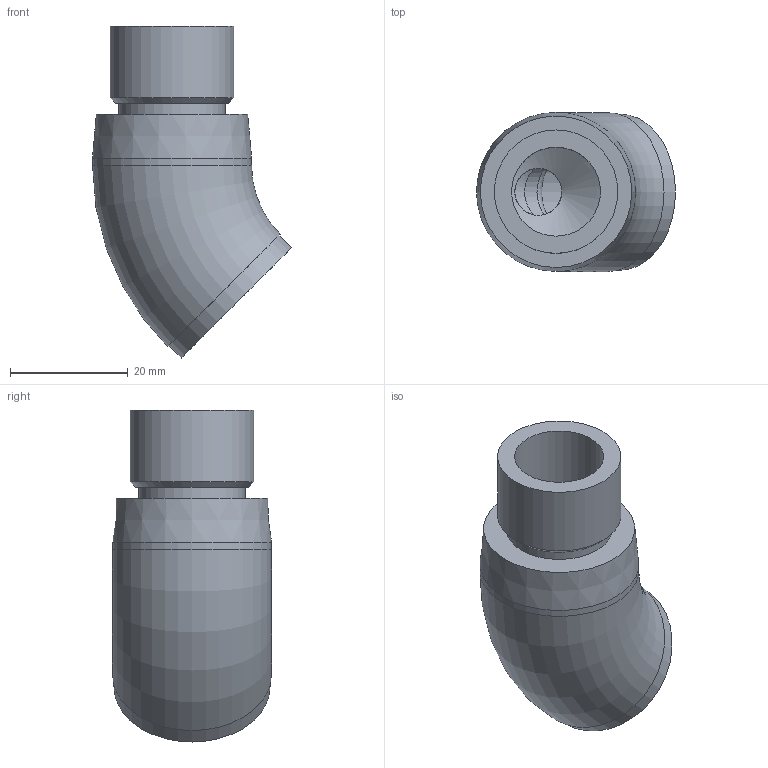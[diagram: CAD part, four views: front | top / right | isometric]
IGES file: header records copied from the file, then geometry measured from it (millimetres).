
Global section: file name: No Iges File Name specified; native system: Autodesk Inventor 2012; preprocessor: AutoDesk Inventor Iges Exporter R2012; author: mblakey; date: 20121002.155222; units: millimetre
Bounding box: 33.78 x 27 x 56.37 mm (x, y, z)
Volume: 16054.7 mm3; surface area: 7833.4 mm2
Topology: 2 solids, 2 shells, 27 faces, 47 edges, 30 vertices
Faces by surface type: revolution 9, plane 9, cylinder 4, torus 3, cone 2
Full cylindrical faces by diameter (mm): 18.034 x1, 20.955 x1, 26.5 x1, 27 x1
